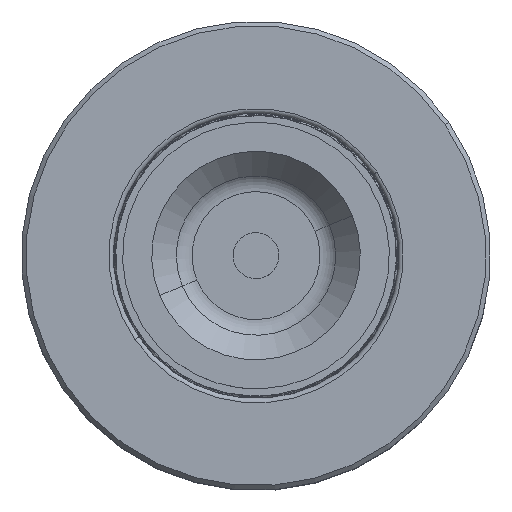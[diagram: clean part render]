
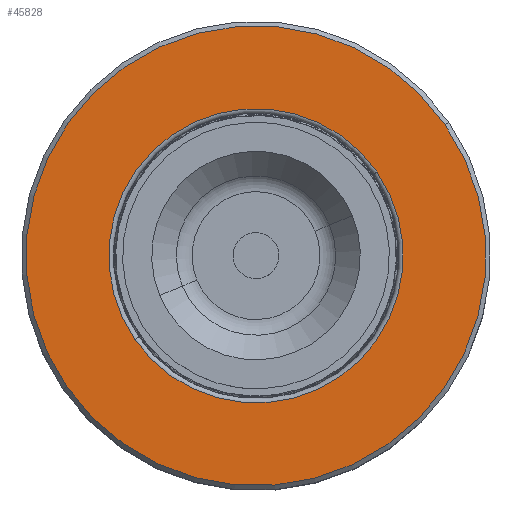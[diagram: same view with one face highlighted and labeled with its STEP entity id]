
A CAD part, top view. The second image highlights one B-rep face of the part: STEP entity #45828.
In plain terms, the highlighted face is planar.
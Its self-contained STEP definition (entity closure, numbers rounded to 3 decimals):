
#407 = ORIENTED_EDGE ( 'NONE', *, *, #26475, .F. ) ;
#1674 = DIRECTION ( 'NONE',  ( 0., -1., 0. ) ) ;
#2312 = ORIENTED_EDGE ( 'NONE', *, *, #39792, .F. ) ;
#4227 = CIRCLE ( 'NONE', #12128, 25. ) ;
#6330 = AXIS2_PLACEMENT_3D ( 'NONE', #28526, #36506, #40722 ) ;
#8033 = VERTEX_POINT ( 'NONE', #27745 ) ;
#8782 = VERTEX_POINT ( 'NONE', #32978 ) ;
#9209 = DIRECTION ( 'NONE',  ( 0., 0., -1. ) ) ;
#9927 = DIRECTION ( 'NONE',  ( 0., -1., 0. ) ) ;
#10224 = DIRECTION ( 'NONE',  ( 0., 0., -1. ) ) ;
#12128 = AXIS2_PLACEMENT_3D ( 'NONE', #30224, #9927, #42752 ) ;
#13026 = VERTEX_POINT ( 'NONE', #44956 ) ;
#15409 = CIRCLE ( 'NONE', #29075, 16. ) ;
#17236 = CIRCLE ( 'NONE', #32990, 25. ) ;
#18642 = AXIS2_PLACEMENT_3D ( 'NONE', #47754, #26334, #9209 ) ;
#23008 = CARTESIAN_POINT ( 'NONE',  ( 0., 15.687, 0. ) ) ;
#25098 = EDGE_CURVE ( 'NONE', #13026, #8033, #25385, .T. ) ;
#25385 = CIRCLE ( 'NONE', #18642, 16. ) ;
#26334 = DIRECTION ( 'NONE',  ( 0., -1., 0. ) ) ;
#26475 = EDGE_CURVE ( 'NONE', #8782, #51154, #4227, .T. ) ;
#26652 = EDGE_CURVE ( 'NONE', #8033, #13026, #15409, .T. ) ;
#27745 = CARTESIAN_POINT ( 'NONE',  ( 0., 15.687, -16. ) ) ;
#28275 = FACE_OUTER_BOUND ( 'NONE', #37827, .T. ) ;
#28526 = CARTESIAN_POINT ( 'NONE',  ( 25., 15.687, 0. ) ) ;
#29075 = AXIS2_PLACEMENT_3D ( 'NONE', #23008, #1674, #43847 ) ;
#30224 = CARTESIAN_POINT ( 'NONE',  ( 0., 15.687, 0. ) ) ;
#32978 = CARTESIAN_POINT ( 'NONE',  ( 0., 15.687, 25. ) ) ;
#32990 = AXIS2_PLACEMENT_3D ( 'NONE', #52252, #35514, #10224 ) ;
#35514 = DIRECTION ( 'NONE',  ( 0., -1., 0. ) ) ;
#36506 = DIRECTION ( 'NONE',  ( 0., 1., 0. ) ) ;
#37336 = ORIENTED_EDGE ( 'NONE', *, *, #25098, .T. ) ;
#37827 = EDGE_LOOP ( 'NONE', ( #2312, #407 ) ) ;
#39792 = EDGE_CURVE ( 'NONE', #51154, #8782, #17236, .T. ) ;
#40722 = DIRECTION ( 'NONE',  ( 0., 0., 1. ) ) ;
#42752 = DIRECTION ( 'NONE',  ( 0., 0., -1. ) ) ;
#43847 = DIRECTION ( 'NONE',  ( 0., 0., -1. ) ) ;
#44956 = CARTESIAN_POINT ( 'NONE',  ( 0., 15.687, 16. ) ) ;
#45828 = ADVANCED_FACE ( 'NONE', ( #50724, #28275 ), #53624, .T. ) ;
#46185 = CARTESIAN_POINT ( 'NONE',  ( 0., 15.687, -25. ) ) ;
#47754 = CARTESIAN_POINT ( 'NONE',  ( 0., 15.687, 0. ) ) ;
#49011 = EDGE_LOOP ( 'NONE', ( #51854, #37336 ) ) ;
#50724 = FACE_BOUND ( 'NONE', #49011, .T. ) ;
#51154 = VERTEX_POINT ( 'NONE', #46185 ) ;
#51854 = ORIENTED_EDGE ( 'NONE', *, *, #26652, .T. ) ;
#52252 = CARTESIAN_POINT ( 'NONE',  ( 0., 15.687, 0. ) ) ;
#53624 = PLANE ( 'NONE',  #6330 ) ;
